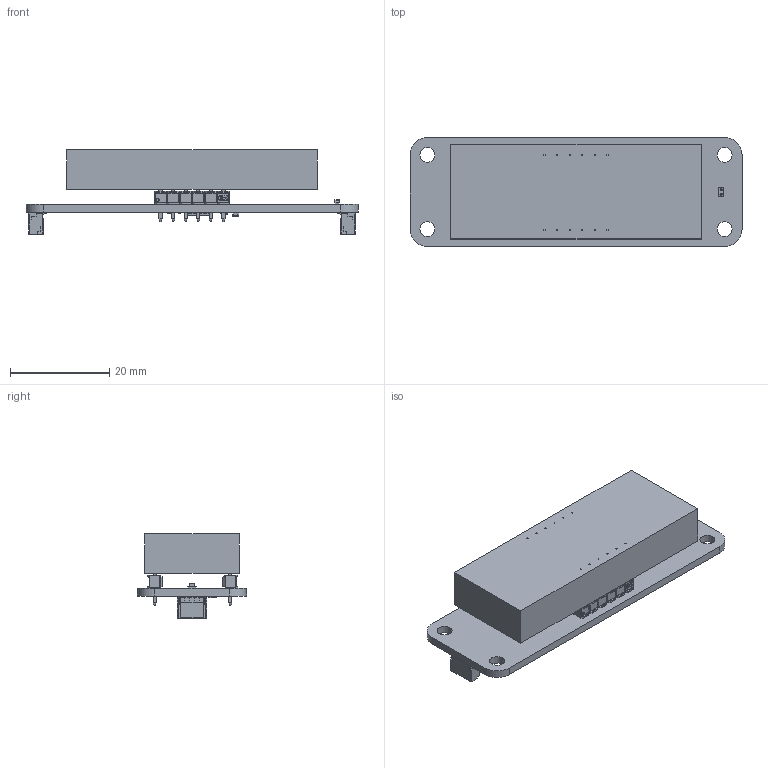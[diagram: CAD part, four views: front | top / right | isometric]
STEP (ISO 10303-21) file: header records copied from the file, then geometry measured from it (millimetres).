
FILE_DESCRIPTION(('Open CASCADE Model'),'2;1');
FILE_NAME('Open CASCADE Shape Model','2025-05-20T07:57:21',('Author'),( 'Open CASCADE'),'Open CASCADE STEP processor 7.5','Open CASCADE 7.5' ,'Unknown');
FILE_SCHEMA(('AUTOMOTIVE_DESIGN { 1 0 10303 214 1 1 1 1 }'));
Length unit declared in the file: millimetre
Products named in the file (44): PCB; Board; Open CASCADE STEP translator 7.5 19.1.1; R12; User Library-R SMD 0402; User Library-R SMD 0402_0402 BODY; User Library-R SMD 0402_0402 PAD; User Library-R SMD 0402_0402 OPIS; R11; R10; R9; R8; R7; R6; R5; J21; Conn_3M_929705-11-06-I_eec; plastic; pins; logo; J11; U; DUELink-U-Connector-BM04B-SRSS-TB; D; DUELink-Connector-BM04B-SRSS-TB; STAT; 0603 LED Green; Solid1; Solid4; R4; C2; 0805 SMD Capacitor; C1; C0402; Free-Models; STM32-QFN32; 7548761920; Extruded
Assembly tree (53 placements, depth 4):
  PCB
    Board
      Open CASCADE STEP translator 7.5 19.1.1
    R12
      User Library-R SMD 0402
        User Library-R SMD 0402_0402 BODY
        User Library-R SMD 0402_0402 PAD  x2
        User Library-R SMD 0402_0402 OPIS
    R11
      User Library-R SMD 0402
        User Library-R SMD 0402_0402 BODY
        User Library-R SMD 0402_0402 PAD  x2
        User Library-R SMD 0402_0402 OPIS
    R10
      User Library-R SMD 0402
        User Library-R SMD 0402_0402 BODY
        User Library-R SMD 0402_0402 PAD  x2
        User Library-R SMD 0402_0402 OPIS
    R9
      User Library-R SMD 0402
        User Library-R SMD 0402_0402 BODY
        User Library-R SMD 0402_0402 PAD  x2
        User Library-R SMD 0402_0402 OPIS
    R8
      User Library-R SMD 0402
        User Library-R SMD 0402_0402 BODY
        User Library-R SMD 0402_0402 PAD  x2
        User Library-R SMD 0402_0402 OPIS
    R7
      User Library-R SMD 0402
        User Library-R SMD 0402_0402 BODY
        User Library-R SMD 0402_0402 PAD  x2
        User Library-R SMD 0402_0402 OPIS
    R6
      User Library-R SMD 0402
        User Library-R SMD 0402_0402 BODY
        User Library-R SMD 0402_0402 PAD  x2
        User Library-R SMD 0402_0402 OPIS
    R5
      User Library-R SMD 0402
        User Library-R SMD 0402_0402 BODY
        User Library-R SMD 0402_0402 PAD  x2
        User Library-R SMD 0402_0402 OPIS
    J21
      Conn_3M_929705-11-06-I_eec
        plastic
        pins
        logo
    J11
      Conn_3M_929705-11-06-I_eec
        plastic
        pins
        logo
    U
      DUELink-U-Connector-BM04B-SRSS-TB
    D
      DUELink-Connector-BM04B-SRSS-TB
    STAT
      0603 LED Green
        Solid1
Bounding box: 67 x 22 x 17.02 mm (x, y, z)
Volume: 10315 mm3; surface area: 7683.1 mm2
Topology: 130 solids, 130 shells, 3609 faces, 9739 edges, 7890 vertices
Faces by surface type: plane 1879, cylinder 930, bspline 480, sphere 312, revolution 8
Full cylindrical faces by diameter (mm): 0.6 x2, 1.016 x2, 1.02 x12, 3 x4
Entity records: 80434 total; most frequent: CARTESIAN_POINT 20710, DIRECTION 11207, ORIENTED_EDGE 9586, EDGE_CURVE 4793, LINE 4789, VECTOR 4789, AXIS2_PLACEMENT_3D 3205, VERTEX_POINT 2920
